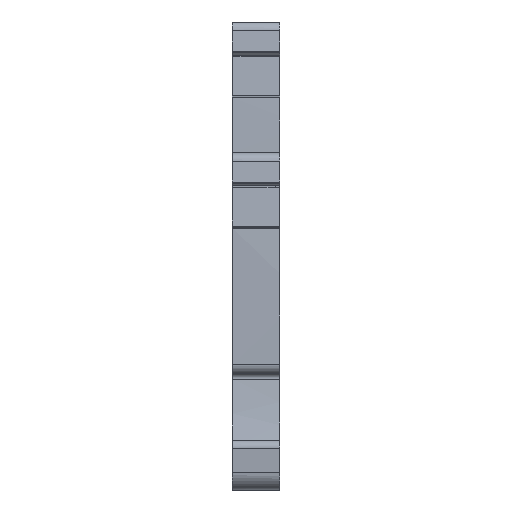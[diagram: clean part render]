
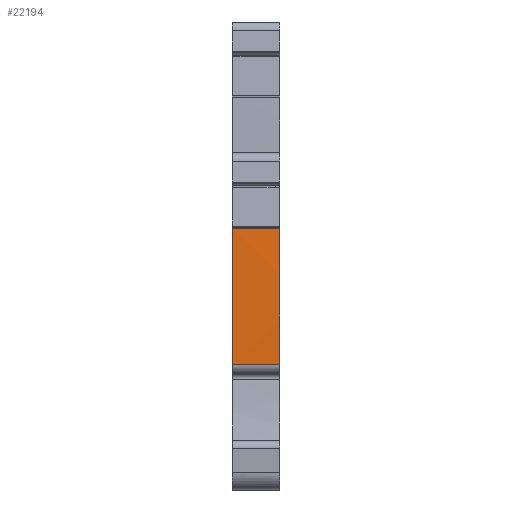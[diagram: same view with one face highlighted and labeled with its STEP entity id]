
A CAD part, front view. The second image highlights one B-rep face of the part: STEP entity #22194.
In plain terms, the highlighted cylindrical face has radius 151.052 mm (diameter 302.104 mm), a partial arc.
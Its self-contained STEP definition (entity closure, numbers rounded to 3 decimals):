
#22166=AXIS2_PLACEMENT_3D('Cylinder Axis2P3D',#22163,#22164,#22165) ;
#22177=AXIS2_PLACEMENT_3D('Circle Axis2P3D',#22175,#22176,$) ;
#22184=AXIS2_PLACEMENT_3D('Circle Axis2P3D',#22182,#22183,$) ;
#11876=CARTESIAN_POINT('Vertex',(0.05,1.529,13.426)) ;
#11882=CARTESIAN_POINT('Control Point',(0.05,1.887,28.054)) ;
#11883=CARTESIAN_POINT('Control Point',(0.05,1.673,25.134)) ;
#11884=CARTESIAN_POINT('Control Point',(0.05,1.531,22.209)) ;
#11885=CARTESIAN_POINT('Control Point',(0.05,1.459,19.281)) ;
#11886=CARTESIAN_POINT('Control Point',(0.05,1.459,16.353)) ;
#11887=CARTESIAN_POINT('Control Point',(0.05,1.529,13.426)) ;
#11888=CARTESIAN_POINT('Vertex',(0.05,1.887,28.054)) ;
#22144=CARTESIAN_POINT('Line Origine',(2.55,1.887,28.054)) ;
#22148=CARTESIAN_POINT('Vertex',(5.1,1.887,28.054)) ;
#22163=CARTESIAN_POINT('Axis2P3D Location',(2.55,152.538,17.05)) ;
#22168=CARTESIAN_POINT('Line Origine',(2.55,1.529,13.426)) ;
#22172=CARTESIAN_POINT('Vertex',(5.1,1.529,13.426)) ;
#22175=CARTESIAN_POINT('Axis2P3D Location',(5.1,152.538,17.05)) ;
#22179=CARTESIAN_POINT('Vertex',(5.1,1.528,13.45)) ;
#22182=CARTESIAN_POINT('Axis2P3D Location',(5.1,152.538,17.05)) ;
#22145=DIRECTION('Vector Direction',(1.,0.,0.)) ;
#22164=DIRECTION('Axis2P3D Direction',(1.,0.,0.)) ;
#22165=DIRECTION('Axis2P3D XDirection',(0.,-0.996,0.089)) ;
#22169=DIRECTION('Vector Direction',(1.,0.,0.)) ;
#22176=DIRECTION('Axis2P3D Direction',(1.,0.,0.)) ;
#22183=DIRECTION('Axis2P3D Direction',(1.,0.,0.)) ;
#22146=VECTOR('Line Direction',#22145,1.) ;
#22170=VECTOR('Line Direction',#22169,1.) ;
#22188=ORIENTED_EDGE('',*,*,#22174,.T.) ;
#22189=ORIENTED_EDGE('',*,*,#22181,.F.) ;
#22190=ORIENTED_EDGE('',*,*,#22186,.F.) ;
#22191=ORIENTED_EDGE('',*,*,#22150,.F.) ;
#22192=ORIENTED_EDGE('',*,*,#11890,.T.) ;
#22194=ADVANCED_FACE('MLD_A2T_2-5_EM_LED_P003602.1\\Assembly',(#22193),#22167,.T.) ;
#11881=B_SPLINE_CURVE_WITH_KNOTS('',5,(#11882,#11883,#11884,#11885,#11886,#11887),.UNSPECIFIED.,.F.,.U.,(6,6),(0.,14.641),.UNSPECIFIED.) ;
#22178=CIRCLE('generated circle',#22177,151.052) ;
#22185=CIRCLE('generated circle',#22184,151.052) ;
#22167=CYLINDRICAL_SURFACE('generated cylinder',#22166,151.052) ;
#11890=EDGE_CURVE('',#11889,#11877,#11881,.T.) ;
#22150=EDGE_CURVE('',#11889,#22149,#22147,.T.) ;
#22174=EDGE_CURVE('',#11877,#22173,#22171,.T.) ;
#22181=EDGE_CURVE('',#22180,#22173,#22178,.T.) ;
#22186=EDGE_CURVE('',#22149,#22180,#22185,.T.) ;
#22187=EDGE_LOOP('',(#22188,#22189,#22190,#22191,#22192)) ;
#22193=FACE_OUTER_BOUND('',#22187,.T.) ;
#22147=LINE('Line',#22144,#22146) ;
#22171=LINE('Line',#22168,#22170) ;
#11877=VERTEX_POINT('',#11876) ;
#11889=VERTEX_POINT('',#11888) ;
#22149=VERTEX_POINT('',#22148) ;
#22173=VERTEX_POINT('',#22172) ;
#22180=VERTEX_POINT('',#22179) ;
